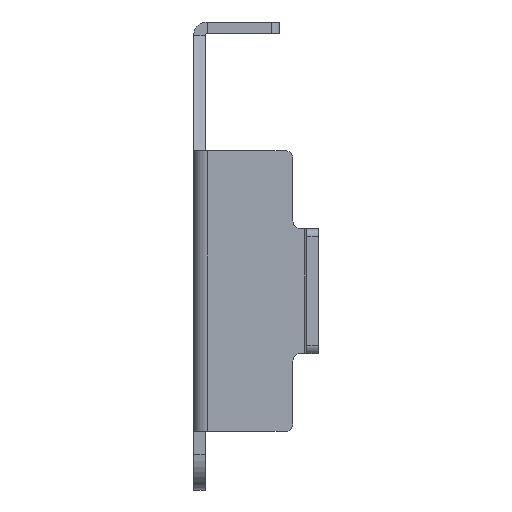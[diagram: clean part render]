
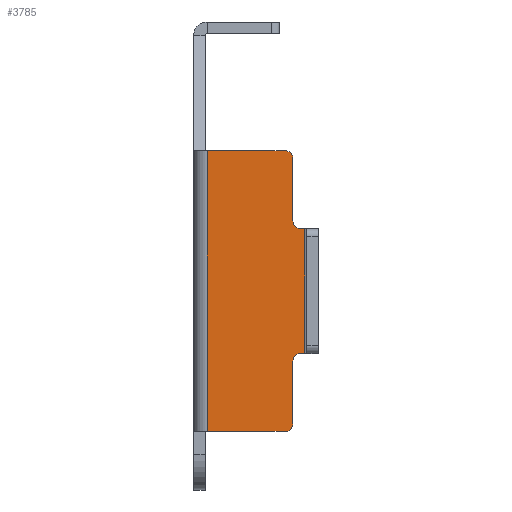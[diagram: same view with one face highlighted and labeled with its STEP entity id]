
A CAD part, left-side view. The second image highlights one B-rep face of the part: STEP entity #3785.
In plain terms, the highlighted planar face has unit normal (-1, 0, 0).
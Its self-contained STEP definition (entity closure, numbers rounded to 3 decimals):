
#89 = AXIS2_PLACEMENT_3D ( 'NONE', #3192, #1830, #4212 ) ;
#110 = VERTEX_POINT ( 'NONE', #2939 ) ;
#152 = CARTESIAN_POINT ( 'NONE',  ( -6.6, 0.654, 1.8 ) ) ;
#161 = AXIS2_PLACEMENT_3D ( 'NONE', #4493, #2780, #2715 ) ;
#194 = CARTESIAN_POINT ( 'NONE',  ( -6.6, 0., -3.6 ) ) ;
#249 = EDGE_CURVE ( 'NONE', #2288, #822, #2396, .T. ) ;
#335 = VERTEX_POINT ( 'NONE', #3083 ) ;
#353 = DIRECTION ( 'NONE',  ( 0., 0., -1. ) ) ;
#387 = VECTOR ( 'NONE', #1741, 1000. ) ;
#388 = CARTESIAN_POINT ( 'NONE',  ( -6.6, 0.454, -1.8 ) ) ;
#393 = EDGE_CURVE ( 'NONE', #822, #2385, #3913, .T. ) ;
#397 = ORIENTED_EDGE ( 'NONE', *, *, #1349, .T. ) ;
#413 = EDGE_CURVE ( 'NONE', #335, #3720, #2878, .T. ) ;
#421 = EDGE_LOOP ( 'NONE', ( #929, #3702, #592, #2928, #2821, #1481, #2657, #3991, #1864, #397, #2258, #3233 ) ) ;
#422 = VECTOR ( 'NONE', #459, 1000. ) ;
#459 = DIRECTION ( 'NONE',  ( 0., -1., 0. ) ) ;
#592 = ORIENTED_EDGE ( 'NONE', *, *, #690, .F. ) ;
#648 = CARTESIAN_POINT ( 'NONE',  ( -6.6, 0., 3.6 ) ) ;
#690 = EDGE_CURVE ( 'NONE', #335, #4533, #2688, .T. ) ;
#812 = DIRECTION ( 'NONE',  ( -1., 0., 0. ) ) ;
#822 = VERTEX_POINT ( 'NONE', #1501 ) ;
#838 = EDGE_CURVE ( 'NONE', #1101, #110, #4316, .T. ) ;
#841 = LINE ( 'NONE', #3554, #422 ) ;
#845 = VECTOR ( 'NONE', #4337, 1000. ) ;
#929 = ORIENTED_EDGE ( 'NONE', *, *, #1477, .F. ) ;
#1022 = EDGE_CURVE ( 'NONE', #110, #3720, #3695, .T. ) ;
#1101 = VERTEX_POINT ( 'NONE', #3645 ) ;
#1102 = CARTESIAN_POINT ( 'NONE',  ( -6.6, 0.35, 6.9 ) ) ;
#1154 = DIRECTION ( 'NONE',  ( 0., 0., -1. ) ) ;
#1349 = EDGE_CURVE ( 'NONE', #4043, #2288, #3511, .T. ) ;
#1477 = EDGE_CURVE ( 'NONE', #3244, #2385, #3379, .T. ) ;
#1481 = ORIENTED_EDGE ( 'NONE', *, *, #838, .F. ) ;
#1501 = CARTESIAN_POINT ( 'NONE',  ( -6.6, 2.85, 3.6 ) ) ;
#1617 = CARTESIAN_POINT ( 'NONE',  ( -6.6, 0.3, -1.6 ) ) ;
#1676 = DIRECTION ( 'NONE',  ( 0., 1., 0. ) ) ;
#1741 = DIRECTION ( 'NONE',  ( 0., 0., -1. ) ) ;
#1754 = CARTESIAN_POINT ( 'NONE',  ( -6.6, 0.654, 3.4 ) ) ;
#1774 = DIRECTION ( 'NONE',  ( -1., 0., 0. ) ) ;
#1830 = DIRECTION ( 'NONE',  ( -1., 0., 0. ) ) ;
#1864 = ORIENTED_EDGE ( 'NONE', *, *, #2604, .F. ) ;
#2015 = CARTESIAN_POINT ( 'NONE',  ( -6.6, 0.654, 6.9 ) ) ;
#2040 = AXIS2_PLACEMENT_3D ( 'NONE', #4287, #812, #3949 ) ;
#2052 = CARTESIAN_POINT ( 'NONE',  ( -6.6, 0.454, -1.6 ) ) ;
#2115 = AXIS2_PLACEMENT_3D ( 'NONE', #3225, #1774, #2904 ) ;
#2131 = CARTESIAN_POINT ( 'NONE',  ( -6.6, 2.85, 6.9 ) ) ;
#2138 = FACE_OUTER_BOUND ( 'NONE', #421, .T. ) ;
#2151 = VERTEX_POINT ( 'NONE', #152 ) ;
#2153 = DIRECTION ( 'NONE',  ( 0., 0., 1. ) ) ;
#2212 = CARTESIAN_POINT ( 'NONE',  ( -6.6, 0.854, 3.6 ) ) ;
#2258 = ORIENTED_EDGE ( 'NONE', *, *, #249, .T. ) ;
#2288 = VERTEX_POINT ( 'NONE', #2212 ) ;
#2310 = CARTESIAN_POINT ( 'NONE',  ( -6.6, 2.85, -3.6 ) ) ;
#2370 = CIRCLE ( 'NONE', #161, 0.2 ) ;
#2376 = AXIS2_PLACEMENT_3D ( 'NONE', #388, #4281, #2153 ) ;
#2385 = VERTEX_POINT ( 'NONE', #2310 ) ;
#2396 = LINE ( 'NONE', #648, #4186 ) ;
#2604 = EDGE_CURVE ( 'NONE', #4043, #2151, #3493, .T. ) ;
#2613 = DIRECTION ( 'NONE',  ( 0., 1., 0. ) ) ;
#2657 = ORIENTED_EDGE ( 'NONE', *, *, #3852, .F. ) ;
#2677 = VECTOR ( 'NONE', #1154, 1000. ) ;
#2688 = LINE ( 'NONE', #2015, #3398 ) ;
#2715 = DIRECTION ( 'NONE',  ( 0., 0., 1. ) ) ;
#2780 = DIRECTION ( 'NONE',  ( 1., 0., 0. ) ) ;
#2809 = VECTOR ( 'NONE', #353, 1000. ) ;
#2821 = ORIENTED_EDGE ( 'NONE', *, *, #1022, .F. ) ;
#2878 = CIRCLE ( 'NONE', #2376, 0.2 ) ;
#2897 = PLANE ( 'NONE',  #2040 ) ;
#2904 = DIRECTION ( 'NONE',  ( 0., 0., 1. ) ) ;
#2905 = VERTEX_POINT ( 'NONE', #4495 ) ;
#2928 = ORIENTED_EDGE ( 'NONE', *, *, #413, .T. ) ;
#2939 = CARTESIAN_POINT ( 'NONE',  ( -6.6, 0.35, -1.6 ) ) ;
#2991 = EDGE_CURVE ( 'NONE', #3244, #4533, #3470, .T. ) ;
#3083 = CARTESIAN_POINT ( 'NONE',  ( -6.6, 0.654, -1.8 ) ) ;
#3158 = VECTOR ( 'NONE', #2613, 1000. ) ;
#3192 = CARTESIAN_POINT ( 'NONE',  ( -6.6, 0.854, -3.4 ) ) ;
#3225 = CARTESIAN_POINT ( 'NONE',  ( -6.6, 0.854, 3.4 ) ) ;
#3233 = ORIENTED_EDGE ( 'NONE', *, *, #393, .T. ) ;
#3244 = VERTEX_POINT ( 'NONE', #3965 ) ;
#3316 = EDGE_CURVE ( 'NONE', #2905, #2151, #2370, .T. ) ;
#3379 = LINE ( 'NONE', #194, #3158 ) ;
#3398 = VECTOR ( 'NONE', #3411, 1000. ) ;
#3411 = DIRECTION ( 'NONE',  ( 0., 0., -1. ) ) ;
#3470 = CIRCLE ( 'NONE', #89, 0.2 ) ;
#3493 = LINE ( 'NONE', #3796, #2809 ) ;
#3511 = CIRCLE ( 'NONE', #2115, 0.2 ) ;
#3554 = CARTESIAN_POINT ( 'NONE',  ( -6.6, 0.3, 1.6 ) ) ;
#3645 = CARTESIAN_POINT ( 'NONE',  ( -6.6, 0.35, 1.6 ) ) ;
#3695 = LINE ( 'NONE', #1617, #845 ) ;
#3702 = ORIENTED_EDGE ( 'NONE', *, *, #2991, .T. ) ;
#3720 = VERTEX_POINT ( 'NONE', #2052 ) ;
#3785 = ADVANCED_FACE ( 'NONE', ( #2138 ), #2897, .T. ) ;
#3796 = CARTESIAN_POINT ( 'NONE',  ( -6.6, 0.654, 6.9 ) ) ;
#3807 = CARTESIAN_POINT ( 'NONE',  ( -6.6, 0.654, -3.4 ) ) ;
#3852 = EDGE_CURVE ( 'NONE', #2905, #1101, #841, .T. ) ;
#3913 = LINE ( 'NONE', #2131, #387 ) ;
#3949 = DIRECTION ( 'NONE',  ( 0., 0., 1. ) ) ;
#3965 = CARTESIAN_POINT ( 'NONE',  ( -6.6, 0.854, -3.6 ) ) ;
#3991 = ORIENTED_EDGE ( 'NONE', *, *, #3316, .T. ) ;
#4043 = VERTEX_POINT ( 'NONE', #1754 ) ;
#4186 = VECTOR ( 'NONE', #1676, 1000. ) ;
#4212 = DIRECTION ( 'NONE',  ( 0., 0., 1. ) ) ;
#4281 = DIRECTION ( 'NONE',  ( 1., 0., 0. ) ) ;
#4287 = CARTESIAN_POINT ( 'NONE',  ( -6.6, 0.3, 6.9 ) ) ;
#4316 = LINE ( 'NONE', #1102, #2677 ) ;
#4337 = DIRECTION ( 'NONE',  ( 0., 1., 0. ) ) ;
#4493 = CARTESIAN_POINT ( 'NONE',  ( -6.6, 0.454, 1.8 ) ) ;
#4495 = CARTESIAN_POINT ( 'NONE',  ( -6.6, 0.454, 1.6 ) ) ;
#4533 = VERTEX_POINT ( 'NONE', #3807 ) ;
